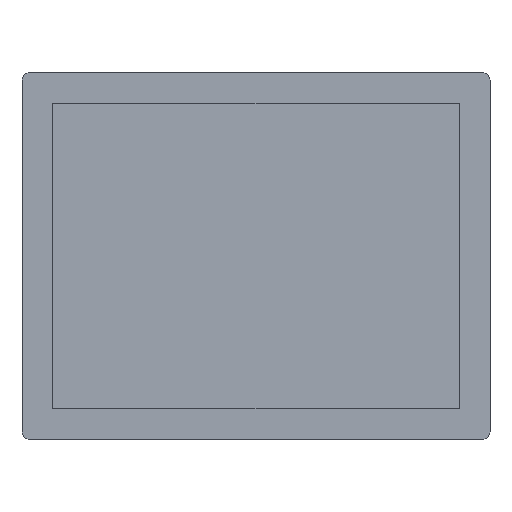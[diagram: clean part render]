
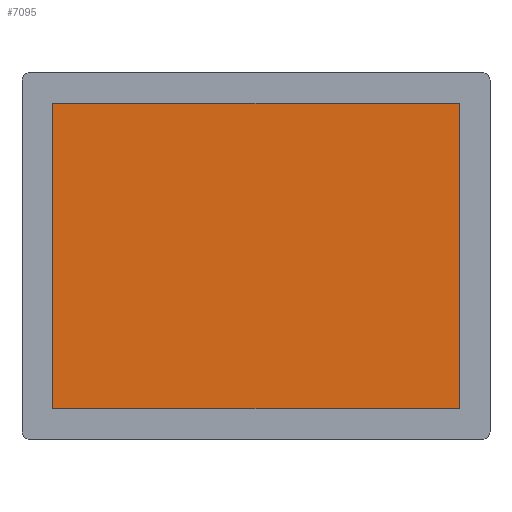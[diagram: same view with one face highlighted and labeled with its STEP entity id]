
A CAD part, top view. The second image highlights one B-rep face of the part: STEP entity #7095.
In plain terms, the highlighted planar face has unit normal (0, 0, 1).
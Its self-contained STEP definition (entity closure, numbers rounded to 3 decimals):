
#5617=DIRECTION('',(1.,0.,0.));
#5618=VECTOR('',#5617,163.4);
#5619=CARTESIAN_POINT('',(-81.7,61.35,5.05));
#5620=LINE('',#5619,#5618);
#5631=DIRECTION('',(0.,-1.,0.));
#5632=VECTOR('',#5631,122.7);
#5633=CARTESIAN_POINT('',(81.7,61.35,5.05));
#5634=LINE('',#5633,#5632);
#5645=DIRECTION('',(-1.,0.,0.));
#5646=VECTOR('',#5645,163.4);
#5647=CARTESIAN_POINT('',(81.7,-61.35,5.05));
#5648=LINE('',#5647,#5646);
#5659=DIRECTION('',(0.,-1.,0.));
#5660=VECTOR('',#5659,122.7);
#5661=CARTESIAN_POINT('',(-81.7,61.35,5.05));
#5662=LINE('',#5661,#5660);
#5948=CARTESIAN_POINT('',(81.7,61.35,5.05));
#5949=CARTESIAN_POINT('',(81.7,-61.35,5.05));
#5950=VERTEX_POINT('',#5948);
#5951=VERTEX_POINT('',#5949);
#5952=CARTESIAN_POINT('',(-81.7,61.35,5.05));
#5953=CARTESIAN_POINT('',(-81.7,-61.35,5.05));
#5954=VERTEX_POINT('',#5952);
#5955=VERTEX_POINT('',#5953);
#7081=CARTESIAN_POINT('',(0.,0.,5.05));
#7082=DIRECTION('',(0.,0.,-1.));
#7083=DIRECTION('',(-1.,0.,0.));
#7084=AXIS2_PLACEMENT_3D('',#7081,#7082,#7083);
#7085=PLANE('',#7084);
#7087=ORIENTED_EDGE('',*,*,#7086,.T.);
#7089=ORIENTED_EDGE('',*,*,#7088,.T.);
#7091=ORIENTED_EDGE('',*,*,#7090,.F.);
#7092=ORIENTED_EDGE('',*,*,#7071,.T.);
#7093=EDGE_LOOP('',(#7087,#7089,#7091,#7092));
#7094=FACE_OUTER_BOUND('',#7093,.F.);
#7095=ADVANCED_FACE('',(#7094),#7085,.F.);
#7071=EDGE_CURVE('',#5954,#5950,#5620,.T.);
#7086=EDGE_CURVE('',#5950,#5951,#5634,.T.);
#7088=EDGE_CURVE('',#5951,#5955,#5648,.T.);
#7090=EDGE_CURVE('',#5954,#5955,#5662,.T.);
